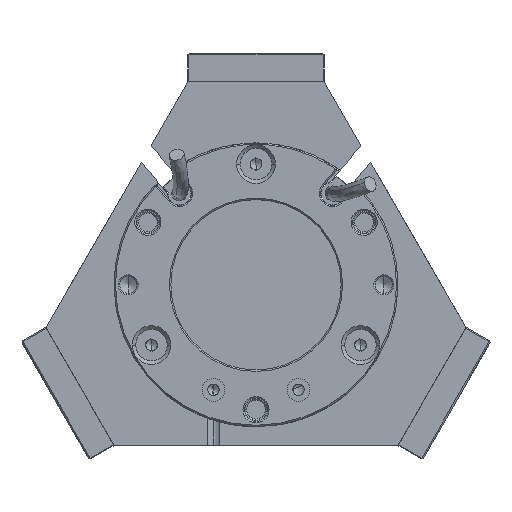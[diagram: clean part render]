
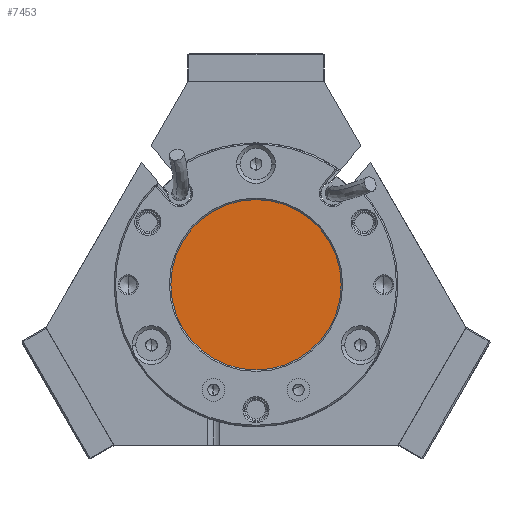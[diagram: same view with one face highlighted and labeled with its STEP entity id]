
A CAD part, front view. The second image highlights one B-rep face of the part: STEP entity #7453.
In plain terms, the highlighted face is planar.
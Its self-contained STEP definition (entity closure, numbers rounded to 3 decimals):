
#2738 = DIRECTION ( 'NONE',  ( 1., 0., 0. ) ) ;
#3432 = DIRECTION ( 'NONE',  ( 0., 0., 1. ) ) ;
#5265 = CIRCLE ( 'NONE', #51908, 15. ) ;
#7453 = ADVANCED_FACE ( 'NONE', ( #87640 ), #62059, .T. ) ;
#8356 = CARTESIAN_POINT ( 'NONE',  ( -15., 0., 3. ) ) ;
#8501 = CIRCLE ( 'NONE', #46852, 15. ) ;
#8718 = CARTESIAN_POINT ( 'NONE',  ( 15., 0., 3. ) ) ;
#10582 = ORIENTED_EDGE ( 'NONE', *, *, #20302, .T. ) ;
#20302 = EDGE_CURVE ( 'NONE', #81842, #52760, #8501, .T. ) ;
#27661 = DIRECTION ( 'NONE',  ( 1., 0., 0. ) ) ;
#34307 = CARTESIAN_POINT ( 'NONE',  ( 0., 0., 3. ) ) ;
#41209 = CARTESIAN_POINT ( 'NONE',  ( 0., 0., 3. ) ) ;
#43986 = DIRECTION ( 'NONE',  ( 0., 0., 1. ) ) ;
#44023 = EDGE_LOOP ( 'NONE', ( #74823, #10582 ) ) ;
#44597 = AXIS2_PLACEMENT_3D ( 'NONE', #34307, #69050, #27661 ) ;
#46852 = AXIS2_PLACEMENT_3D ( 'NONE', #41209, #3432, #48102 ) ;
#48102 = DIRECTION ( 'NONE',  ( 1., 0., 0. ) ) ;
#51908 = AXIS2_PLACEMENT_3D ( 'NONE', #85329, #43986, #2738 ) ;
#52760 = VERTEX_POINT ( 'NONE', #8718 ) ;
#62059 = PLANE ( 'NONE',  #44597 ) ;
#69050 = DIRECTION ( 'NONE',  ( 0., 0., 1. ) ) ;
#73180 = EDGE_CURVE ( 'NONE', #52760, #81842, #5265, .T. ) ;
#74823 = ORIENTED_EDGE ( 'NONE', *, *, #73180, .T. ) ;
#81842 = VERTEX_POINT ( 'NONE', #8356 ) ;
#85329 = CARTESIAN_POINT ( 'NONE',  ( 0., 0., 3. ) ) ;
#87640 = FACE_OUTER_BOUND ( 'NONE', #44023, .T. ) ;
